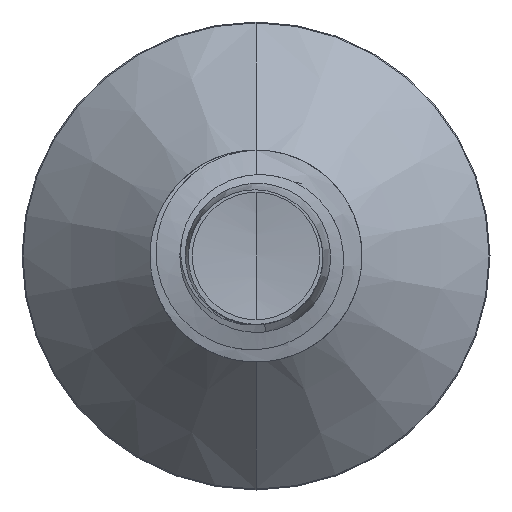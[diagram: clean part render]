
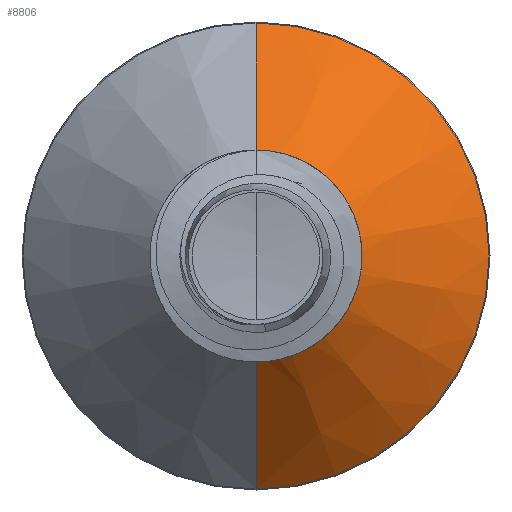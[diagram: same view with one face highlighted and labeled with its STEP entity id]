
A CAD part, front view. The second image highlights one B-rep face of the part: STEP entity #8806.
In plain terms, the highlighted conical face has half-angle 45 degrees and reference radius 0.554 mm.
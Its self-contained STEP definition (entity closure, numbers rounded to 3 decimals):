
#196 = AXIS2_PLACEMENT_3D ( 'NONE', #5365, #16240, #6997 ) ;
#546 = CONICAL_SURFACE ( 'NONE', #15134, 0.554, 0.785 ) ;
#1339 = ORIENTED_EDGE ( 'NONE', *, *, #14258, .T. ) ;
#1361 = ORIENTED_EDGE ( 'NONE', *, *, #18718, .T. ) ;
#1427 = ORIENTED_EDGE ( 'NONE', *, *, #18339, .F. ) ;
#1447 = ORIENTED_EDGE ( 'NONE', *, *, #17705, .F. ) ;
#2474 = DIRECTION ( 'NONE',  ( 0., 0.707, -0.707 ) ) ;
#2673 = LINE ( 'NONE', #15809, #14830 ) ;
#4302 = FACE_OUTER_BOUND ( 'NONE', #16509, .T. ) ;
#5365 = CARTESIAN_POINT ( 'NONE',  ( 0., 4.745, 0. ) ) ;
#5409 = DIRECTION ( 'NONE',  ( 0., 1., 0. ) ) ;
#5719 = CARTESIAN_POINT ( 'NONE',  ( 0., 3.979, -0.554 ) ) ;
#6517 = DIRECTION ( 'NONE',  ( 0., 0.707, 0.707 ) ) ;
#6997 = DIRECTION ( 'NONE',  ( 0., 0., 1. ) ) ;
#7572 = CIRCLE ( 'NONE', #18658, 0.554 ) ;
#7783 = VERTEX_POINT ( 'NONE', #19919 ) ;
#8699 = CARTESIAN_POINT ( 'NONE',  ( 0., 3.979, 0. ) ) ;
#8806 = ADVANCED_FACE ( 'NONE', ( #4302 ), #546, .T. ) ;
#9160 = DIRECTION ( 'NONE',  ( 0., 1., 0. ) ) ;
#9317 = VERTEX_POINT ( 'NONE', #18115 ) ;
#9340 = CIRCLE ( 'NONE', #196, 1.32 ) ;
#10070 = VERTEX_POINT ( 'NONE', #18703 ) ;
#11533 = CARTESIAN_POINT ( 'NONE',  ( 0., 3.979, 0.554 ) ) ;
#12513 = VECTOR ( 'NONE', #2474, 1000. ) ;
#13042 = VERTEX_POINT ( 'NONE', #11533 ) ;
#14258 = EDGE_CURVE ( 'NONE', #13042, #7783, #7572, .T. ) ;
#14830 = VECTOR ( 'NONE', #6517, 1000. ) ;
#15134 = AXIS2_PLACEMENT_3D ( 'NONE', #8699, #5409, #19313 ) ;
#15809 = CARTESIAN_POINT ( 'NONE',  ( 0., 3.979, 0.554 ) ) ;
#16240 = DIRECTION ( 'NONE',  ( 0., 1., 0. ) ) ;
#16434 = LINE ( 'NONE', #5719, #12513 ) ;
#16509 = EDGE_LOOP ( 'NONE', ( #1339, #1361, #1427, #1447 ) ) ;
#17705 = EDGE_CURVE ( 'NONE', #13042, #10070, #2673, .T. ) ;
#18115 = CARTESIAN_POINT ( 'NONE',  ( 0., 4.745, -1.32 ) ) ;
#18226 = CARTESIAN_POINT ( 'NONE',  ( 0., 3.979, 0. ) ) ;
#18339 = EDGE_CURVE ( 'NONE', #10070, #9317, #9340, .T. ) ;
#18658 = AXIS2_PLACEMENT_3D ( 'NONE', #18226, #9160, #19752 ) ;
#18703 = CARTESIAN_POINT ( 'NONE',  ( 0., 4.745, 1.32 ) ) ;
#18718 = EDGE_CURVE ( 'NONE', #7783, #9317, #16434, .T. ) ;
#19313 = DIRECTION ( 'NONE',  ( 0., 0., 1. ) ) ;
#19752 = DIRECTION ( 'NONE',  ( 0., 0., 1. ) ) ;
#19919 = CARTESIAN_POINT ( 'NONE',  ( 0., 3.979, -0.554 ) ) ;
